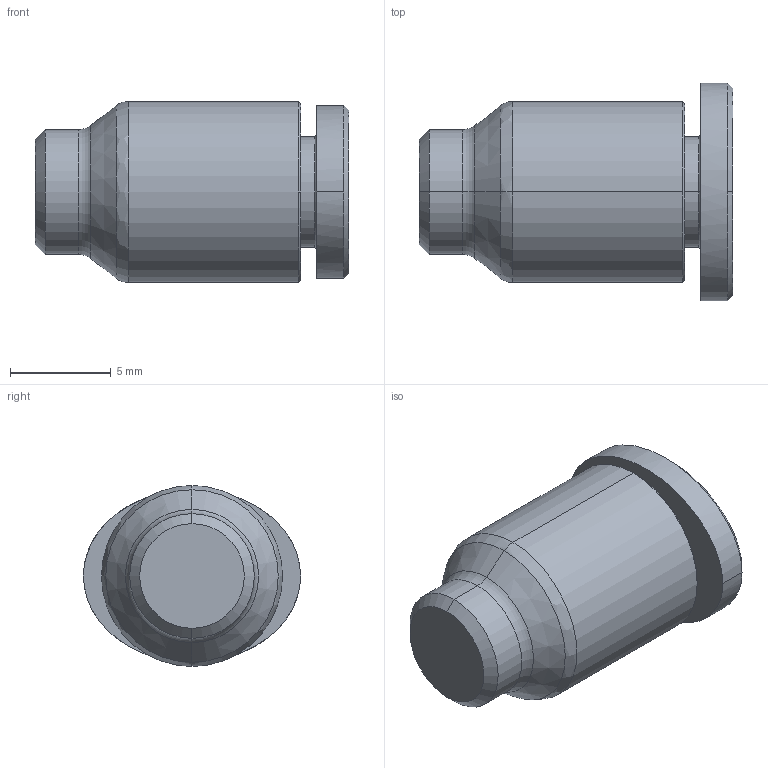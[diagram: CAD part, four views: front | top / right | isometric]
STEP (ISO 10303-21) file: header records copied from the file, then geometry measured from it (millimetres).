
FILE_DESCRIPTION (( 'STEP AP214' ), '1' );
FILE_NAME ('PPF04.STEP', '2015-11-02T15:31:49', ( '' ), ( '' ), 'SwSTEP 2.0', 'SolidWorks 2015', '' );
FILE_SCHEMA (( 'AUTOMOTIVE_DESIGN' ));
Length unit declared in the file: millimetre
Products named in the file (2): ｦ+ﾃｦ1; PPF04
Assembly tree (1 placements, depth 2):
  PPF04
    ｦ+ﾃｦ1
Bounding box: 15.6 x 10.8 x 9 mm (x, y, z)
Volume: 654.2 mm3; surface area: 795.4 mm2
Topology: 1 solids, 1 shells, 391 faces, 1102 edges, 730 vertices
Faces by surface type: plane 331, bspline 32, cylinder 16, cone 10, torus 2
Entity records: 13436 total; most frequent: CARTESIAN_POINT 3342, ORIENTED_EDGE 2204, DIRECTION 1804, EDGE_CURVE 1102, LINE 978, VECTOR 978, VERTEX_POINT 730, AXIS2_PLACEMENT_3D 413
